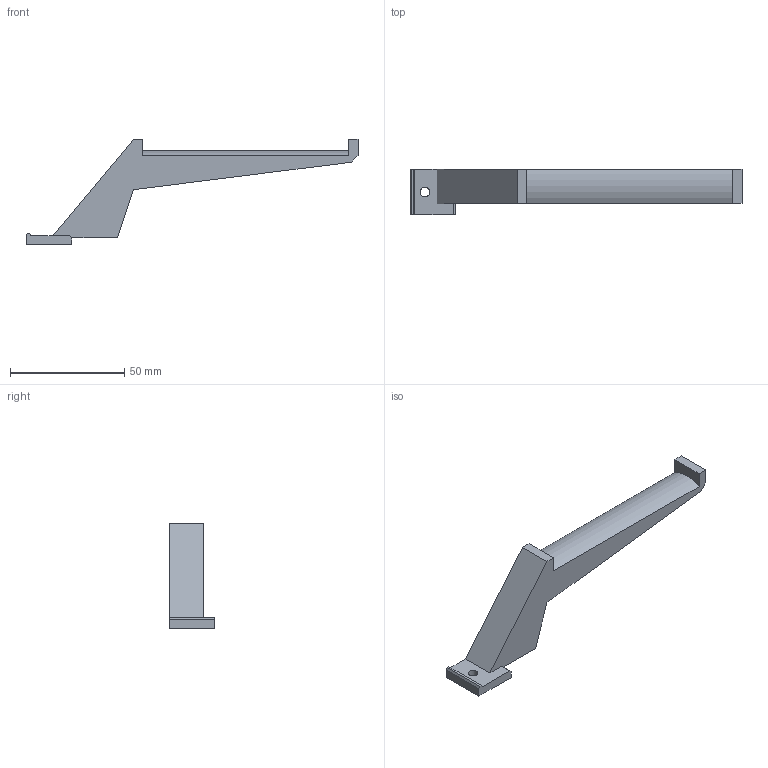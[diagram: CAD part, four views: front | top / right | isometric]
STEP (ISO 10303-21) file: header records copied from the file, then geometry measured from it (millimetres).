
FILE_DESCRIPTION(('FreeCAD Model'),'2;1');
FILE_NAME('addon-spool-holder.step', '2015-04-03T16:52:47',('FreeCAD'),('FreeCAD'), 'Open CASCADE STEP processor 6.5','FreeCAD','Unknown');
FILE_SCHEMA(('AUTOMOTIVE_DESIGN_CC2 { 1 2 10303 214 -1 1 5 4 }'));
Length unit declared in the file: millimetre
Products named in the file (1): addon-spool-holder
Bounding box: 145 x 20 x 46 mm (x, y, z)
Volume: 27508.7 mm3; surface area: 9008.5 mm2
Topology: 1 solids, 1 shells, 23 faces, 63 edges, 42 vertices
Faces by surface type: plane 21, cylinder 2
Full cylindrical faces by diameter (mm): 4.2 x1
Entity records: 1566 total; most frequent: CARTESIAN_POINT 283, DIRECTION 230, LINE 171, VECTOR 171, ORIENTED_EDGE 126, PCURVE 126, DEFINITIONAL_REPRESENTATION 126, EDGE_CURVE 63
